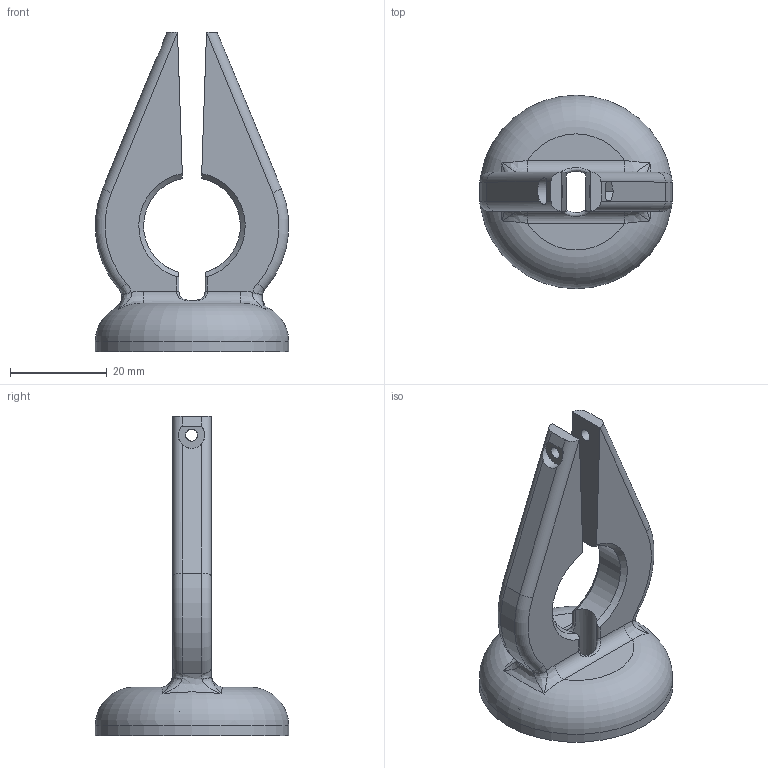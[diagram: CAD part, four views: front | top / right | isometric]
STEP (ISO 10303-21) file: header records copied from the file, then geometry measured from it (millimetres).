
FILE_DESCRIPTION(/* description */ (''),/* implementation_level */ '2;1');
FILE_NAME(/* name */ 'ee.step',/* time_stamp */ '2023-11-09T00:35:40+01:00',/* author */ (''),/* organization */ (''),/* preprocessor_version */ 'ST-DEVELOPER v20',/* originating_system */ 'Autodesk Translation Framework v12.14.0.127',/* authorisation */ '');
FILE_SCHEMA (('AUTOMOTIVE_DESIGN { 1 0 10303 214 3 1 1 }'));
Length unit declared in the file: millimetre
Products named in the file (1): Robot - Base
Bounding box: 40 x 40 x 66 mm (x, y, z)
Volume: 18165.2 mm3; surface area: 7588.8 mm2
Topology: 1 solids, 1 shells, 80 faces, 212 edges, 129 vertices
Faces by surface type: plane 34, cylinder 19, bspline 16, cone 6, torus 5
Full cylindrical faces by diameter (mm): 2.5 x2, 8.5 x1, 40 x1
Entity records: 3152 total; most frequent: CARTESIAN_POINT 1255, ORIENTED_EDGE 416, DIRECTION 350, EDGE_CURVE 208, VERTEX_POINT 129, AXIS2_PLACEMENT_3D 127, LINE 96, VECTOR 96
